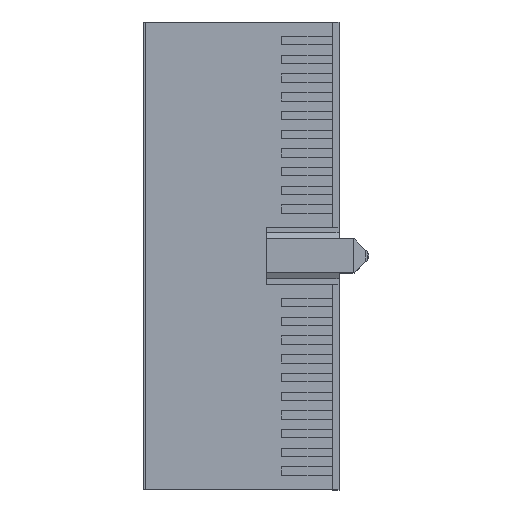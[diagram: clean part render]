
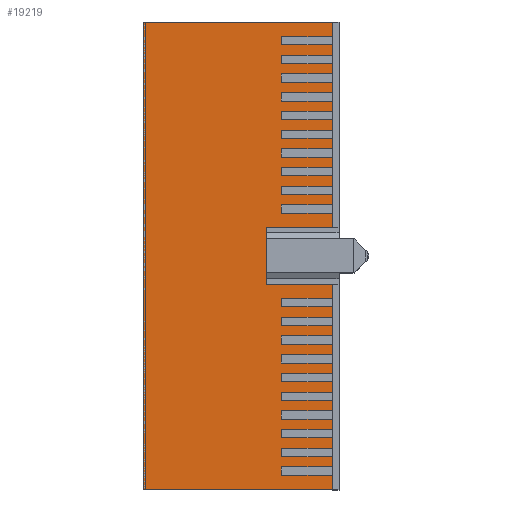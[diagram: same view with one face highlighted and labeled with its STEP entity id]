
A CAD part, top view. The second image highlights one B-rep face of the part: STEP entity #19219.
In plain terms, the highlighted planar face has unit normal (0, 0, 1).
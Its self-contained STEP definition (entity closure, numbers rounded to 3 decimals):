
#18961=CARTESIAN_POINT('',(15.1,3.05,7.1));
#18962=VERTEX_POINT('',#18961);
#18963=CARTESIAN_POINT('',(8.,3.05,7.1));
#18964=VERTEX_POINT('',#18963);
#18965=CARTESIAN_POINT('',(15.1,3.05,7.1));
#18966=DIRECTION('',(-1.0,0.0,0.0));
#18967=VECTOR('',#18966,7.1);
#18968=LINE('',#18965,#18967);
#18969=EDGE_CURVE('',#18962,#18964,#18968,.T.);
#19001=CARTESIAN_POINT('',(8.,-3.05,7.1));
#19002=VERTEX_POINT('',#19001);
#19003=CARTESIAN_POINT('',(8.,3.05,7.1));
#19004=DIRECTION('',(0.0,-1.0,0.0));
#19005=VECTOR('',#19004,6.1);
#19006=LINE('',#19003,#19005);
#19007=EDGE_CURVE('',#18964,#19002,#19006,.T.);
#19032=CARTESIAN_POINT('',(15.1,-3.05,7.1));
#19033=VERTEX_POINT('',#19032);
#19034=CARTESIAN_POINT('',(8.,-3.05,7.1));
#19035=DIRECTION('',(1.0,0.0,0.0));
#19036=VECTOR('',#19035,7.1);
#19037=LINE('',#19034,#19036);
#19038=EDGE_CURVE('',#19002,#19033,#19037,.T.);
#19063=CARTESIAN_POINT('',(15.1,-25.,7.1));
#19064=VERTEX_POINT('',#19063);
#19065=CARTESIAN_POINT('',(15.1,-3.05,7.1));
#19066=DIRECTION('',(0.0,-1.0,0.0));
#19067=VECTOR('',#19066,21.95);
#19068=LINE('',#19065,#19067);
#19069=EDGE_CURVE('',#19033,#19064,#19068,.T.);
#19094=CARTESIAN_POINT('',(-5.15,-25.,7.1));
#19095=VERTEX_POINT('',#19094);
#19096=CARTESIAN_POINT('',(15.1,-25.,7.1));
#19097=DIRECTION('',(-1.0,0.0,0.0));
#19098=VECTOR('',#19097,20.25);
#19099=LINE('',#19096,#19098);
#19100=EDGE_CURVE('',#19064,#19095,#19099,.T.);
#19125=CARTESIAN_POINT('',(-5.15,25.0,7.1));
#19126=VERTEX_POINT('',#19125);
#19127=CARTESIAN_POINT('',(-5.15,-25.,7.1));
#19128=DIRECTION('',(0.0,1.0,0.0));
#19129=VECTOR('',#19128,50.);
#19130=LINE('',#19127,#19129);
#19131=EDGE_CURVE('',#19095,#19126,#19130,.T.);
#19156=CARTESIAN_POINT('',(15.1,25.0,7.1));
#19157=VERTEX_POINT('',#19156);
#19158=CARTESIAN_POINT('',(-5.15,25.0,7.1));
#19159=DIRECTION('',(1.0,0.0,0.0));
#19160=VECTOR('',#19159,20.25);
#19161=LINE('',#19158,#19160);
#19162=EDGE_CURVE('',#19126,#19157,#19161,.T.);
#19187=CARTESIAN_POINT('',(15.1,25.0,7.1));
#19188=DIRECTION('',(0.0,-1.0,0.0));
#19189=VECTOR('',#19188,21.95);
#19190=LINE('',#19187,#19189);
#19191=EDGE_CURVE('',#19157,#18962,#19190,.T.);
#19204=CARTESIAN_POINT('',(5.299,0.,7.1));
#19205=DIRECTION('',(0.0,0.0,1.0));
#19206=DIRECTION('',(1.0,0.0,0.0));
#19207=AXIS2_PLACEMENT_3D('',#19204,#19205,#19206);
#19208=PLANE('',#19207);
#19209=ORIENTED_EDGE('',*,*,#18969,.F.);
#19210=ORIENTED_EDGE('',*,*,#19191,.F.);
#19211=ORIENTED_EDGE('',*,*,#19162,.F.);
#19212=ORIENTED_EDGE('',*,*,#19131,.F.);
#19213=ORIENTED_EDGE('',*,*,#19100,.F.);
#19214=ORIENTED_EDGE('',*,*,#19069,.F.);
#19215=ORIENTED_EDGE('',*,*,#19038,.F.);
#19216=ORIENTED_EDGE('',*,*,#19007,.F.);
#19217=EDGE_LOOP('',(#19209,#19210,#19211,#19212,#19213,#19214,#19215,#19216));
#19218=FACE_OUTER_BOUND('',#19217,.T.);
#19219=ADVANCED_FACE('',(#19218),#19208,.T.);
